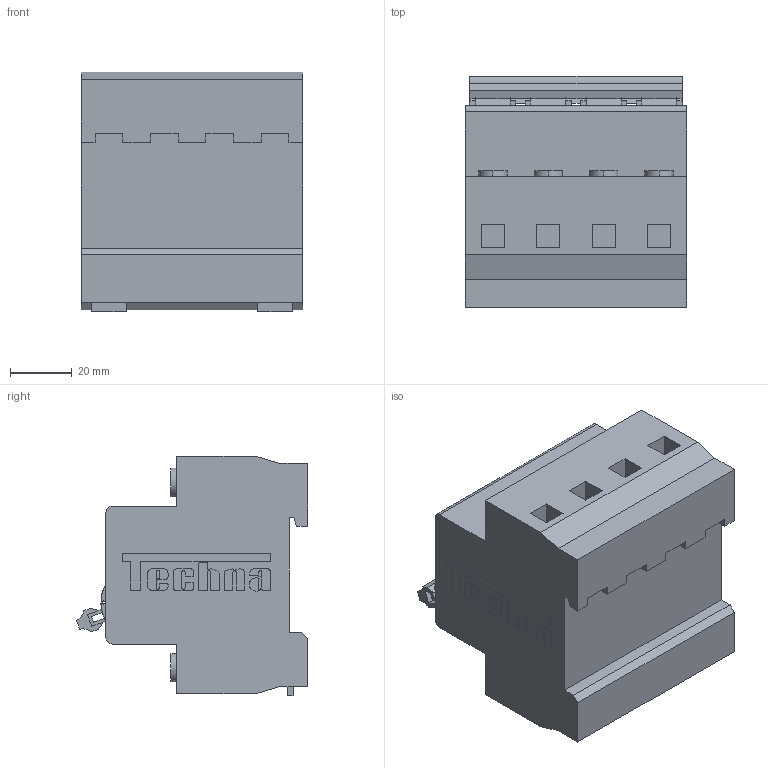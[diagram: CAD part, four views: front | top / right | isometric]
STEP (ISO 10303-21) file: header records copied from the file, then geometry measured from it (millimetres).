
FILE_DESCRIPTION (( 'STEP AP214' ), '1' );
FILE_NAME ('GtecISO 4 Pole.STEP', '2020-06-09T10:52:06', ( '' ), ( '' ), 'SwSTEP 2.0', 'SolidWorks 2020', '' );
FILE_SCHEMA (( 'AUTOMOTIVE_DESIGN' ));
Length unit declared in the file: millimetre
Products named in the file (1): GtecISO 4 Pole
Bounding box: 72 x 75.07 x 77.88 mm (x, y, z)
Volume: 286244.8 mm3; surface area: 39982.3 mm2
Topology: 1 solids, 13 shells, 1775 faces, 4981 edges, 3244 vertices
Faces by surface type: plane 1078, cylinder 623, bspline 74
Entity records: 62079 total; most frequent: CARTESIAN_POINT 14507, ORIENTED_EDGE 9962, DIRECTION 9600, EDGE_CURVE 4981, LINE 3470, VECTOR 3470, VERTEX_POINT 3244, AXIS2_PLACEMENT_3D 3065
